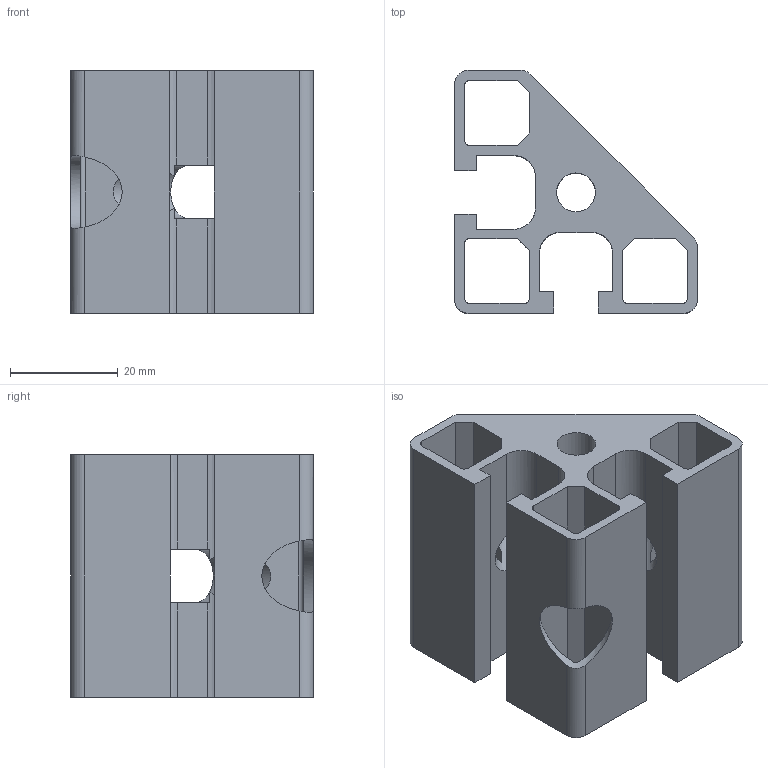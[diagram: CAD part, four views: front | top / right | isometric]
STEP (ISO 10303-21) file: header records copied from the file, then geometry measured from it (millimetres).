
FILE_DESCRIPTION(/* description */ ('Złącze kątowe do profilu 45x45'),/* implementation_level */ '2;1');
FILE_NAME(/* name */ '314545.stp',/* time_stamp */ '2022-10-07T08:19:22+02:00',/* author */ ('aluteckkpl_am'),/* organization */ (''),/* preprocessor_version */ 'ST-DEVELOPER v18.1',/* originating_system */ 'Autodesk Inventor 2021',/* authorisation */ '');
FILE_SCHEMA (('CONFIG_CONTROL_DESIGN'));
Length unit declared in the file: millimetre
Products named in the file (1): 314545
Bounding box: 45 x 45 x 45 mm (x, y, z)
Volume: 27440.3 mm3; surface area: 18686 mm2
Topology: 1 solids, 1 shells, 77 faces, 252 edges, 168 vertices
Faces by surface type: plane 49, cylinder 28
Full cylindrical faces by diameter (mm): 7.2 x2, 8.5 x1, 13.5 x1
Entity records: 2949 total; most frequent: CARTESIAN_POINT 618, ORIENTED_EDGE 504, DIRECTION 460, EDGE_CURVE 252, LINE 172, VECTOR 172, VERTEX_POINT 168, AXIS2_PLACEMENT_3D 144
